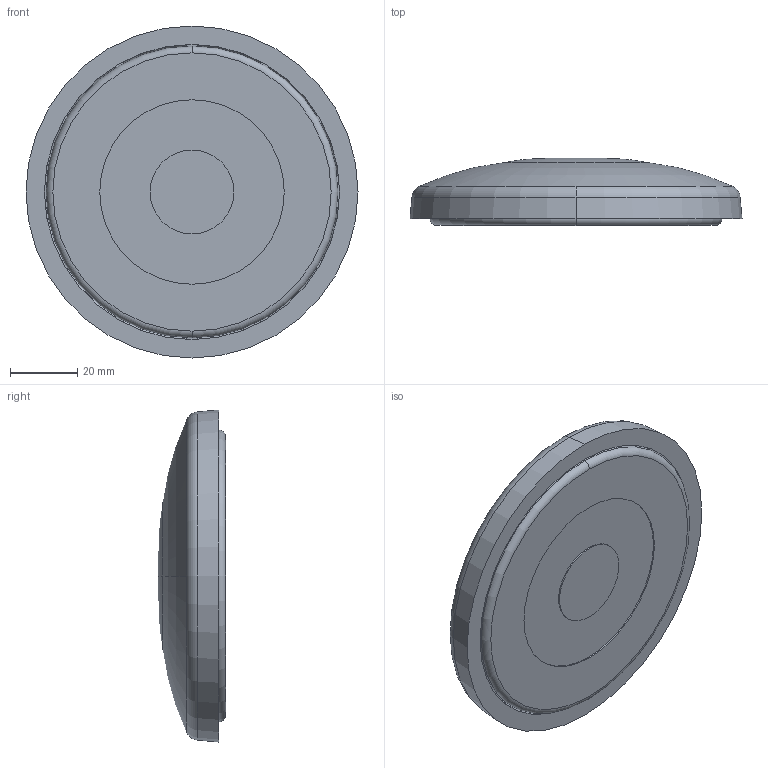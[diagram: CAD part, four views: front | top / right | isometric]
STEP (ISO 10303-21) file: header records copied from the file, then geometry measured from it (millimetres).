
FILE_DESCRIPTION (( 'STEP AP214' ), '1' );
FILE_NAME ('7410200', '2019-01-30T09:28:35', ( '' ), ('JUGARD+KÜNSTNER GmbH'), 'SwSTEP 2.0', 'SolidWorks 2017', '' );
FILE_SCHEMA (( 'AUTOMOTIVE_DESIGN' ));
Length unit declared in the file: millimetre
Products named in the file (1): 7410200
Bounding box: 99 x 20 x 99 mm (x, y, z)
Volume: 91142.5 mm3; surface area: 41819.6 mm2
Topology: 2 solids, 2 shells, 307 faces, 828 edges, 535 vertices
Faces by surface type: cylinder 143, plane 66, cone 56, torus 40, sphere 2
Entity records: 10490 total; most frequent: CARTESIAN_POINT 2829, ORIENTED_EDGE 1650, DIRECTION 1577, EDGE_CURVE 825, AXIS2_PLACEMENT_3D 649, VERTEX_POINT 533, CIRCLE 341, EDGE_LOOP 318
